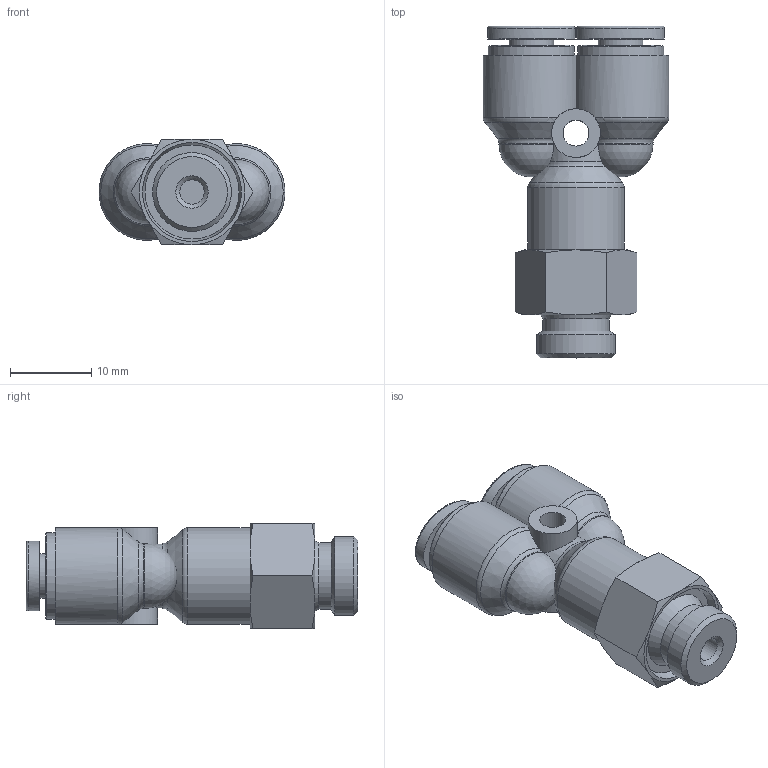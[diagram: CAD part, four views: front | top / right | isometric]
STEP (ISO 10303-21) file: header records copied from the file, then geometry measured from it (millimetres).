
FILE_DESCRIPTION((''),'2;1');
FILE_NAME('CR-PWT 04G01.stp','2020-08-25T15:22:29',('user'),(''),'Autodesk Inventor 2013','Autodesk Inventor 2013','');
FILE_SCHEMA(('AUTOMOTIVE_DESIGN { 1 0 10303 214 1 1 1 1 }'));
Length unit declared in the file: millimetre
Products named in the file (6): 조립품6; CR-COLLAR 04; HR-Collar 04L(SUS); CR-SLEEVE 04; CR-PY 04 BODY; HR-PL BODY 04G01
Assembly tree (6 placements, depth 3):
  조립품6
    CR-COLLAR 04  x2
      HR-Collar 04L(SUS)
      CR-SLEEVE 04
    CR-PY 04 BODY
    HR-PL BODY 04G01
Bounding box: 22.9 x 40.9 x 13 mm (x, y, z)
Volume: 5148.1 mm3; surface area: 3879.4 mm2
Topology: 6 solids, 6 shells, 298 faces, 771 edges, 512 vertices
Faces by surface type: plane 185, bspline 40, cylinder 36, cone 28, torus 7, sphere 2
Full cylindrical faces by diameter (mm): 2 x2, 3 x1, 3.2 x1, 4.179 x2, 4.2 x3, 5.5 x2, 6 x2, 8.2 x1, 9.728 x1, 10.6 x2, 11.9 x1
Entity records: 5940 total; most frequent: CARTESIAN_POINT 1629, ORIENTED_EDGE 854, DIRECTION 830, EDGE_CURVE 427, VERTEX_POINT 298, AXIS2_PLACEMENT_3D 289, VECTOR 252, LINE 252
